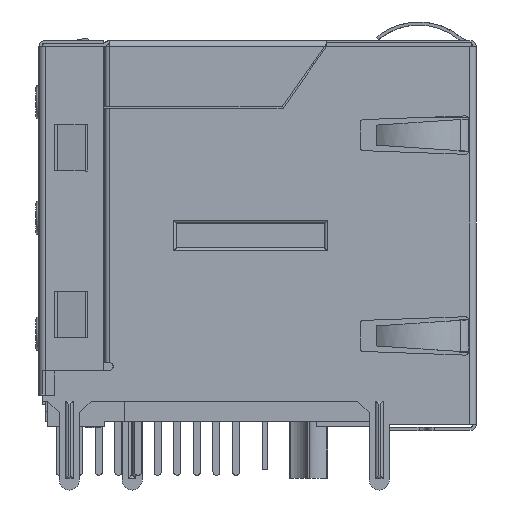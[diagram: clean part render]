
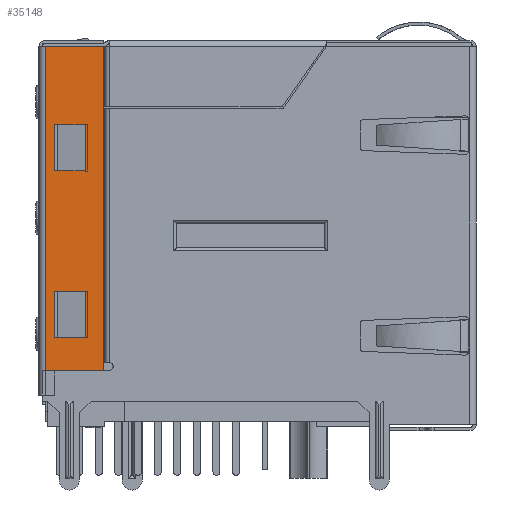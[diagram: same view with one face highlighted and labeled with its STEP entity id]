
A CAD part, left-side view. The second image highlights one B-rep face of the part: STEP entity #35148.
In plain terms, the highlighted face is planar.
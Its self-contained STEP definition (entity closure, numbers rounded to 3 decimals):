
#1742=PLANE('',#44021);
#3799=LINE('',#59259,#8051);
#3803=LINE('',#59267,#8055);
#3806=LINE('',#59273,#8058);
#3808=LINE('',#59276,#8060);
#3839=LINE('',#59349,#8091);
#3842=LINE('',#59355,#8094);
#3845=LINE('',#59361,#8097);
#3848=LINE('',#59366,#8100);
#3851=LINE('',#59373,#8103);
#3858=LINE('',#59388,#8110);
#3873=LINE('',#59429,#8125);
#3876=LINE('',#59442,#8128);
#3877=LINE('',#59444,#8129);
#3878=LINE('',#59445,#8130);
#8051=VECTOR('',#48633,1000.);
#8055=VECTOR('',#48639,1000.);
#8058=VECTOR('',#48644,1000.);
#8060=VECTOR('',#48648,1000.);
#8091=VECTOR('',#48709,1000.);
#8094=VECTOR('',#48714,1000.);
#8097=VECTOR('',#48719,1000.);
#8100=VECTOR('',#48724,1000.);
#8103=VECTOR('',#48729,1000.);
#8110=VECTOR('',#48740,1000.);
#8125=VECTOR('',#48775,1000.);
#8128=VECTOR('',#48788,1000.);
#8129=VECTOR('',#48789,1000.);
#8130=VECTOR('',#48790,1000.);
#14330=ORIENTED_EDGE('',*,*,#23216,.F.);
#14331=ORIENTED_EDGE('',*,*,#23218,.F.);
#14332=ORIENTED_EDGE('',*,*,#23209,.F.);
#14333=ORIENTED_EDGE('',*,*,#23213,.F.);
#14334=ORIENTED_EDGE('',*,*,#23256,.F.);
#14335=ORIENTED_EDGE('',*,*,#23253,.F.);
#14336=ORIENTED_EDGE('',*,*,#23262,.F.);
#14337=ORIENTED_EDGE('',*,*,#23259,.F.);
#14338=ORIENTED_EDGE('',*,*,#23272,.F.);
#14339=ORIENTED_EDGE('',*,*,#23265,.F.);
#14340=ORIENTED_EDGE('',*,*,#23298,.T.);
#14341=ORIENTED_EDGE('',*,*,#23299,.T.);
#14342=ORIENTED_EDGE('',*,*,#23292,.T.);
#14343=ORIENTED_EDGE('',*,*,#23300,.T.);
#23209=EDGE_CURVE('',#27888,#27889,#3799,.T.);
#23213=EDGE_CURVE('',#27891,#27888,#3803,.T.);
#23216=EDGE_CURVE('',#27893,#27891,#3806,.T.);
#23218=EDGE_CURVE('',#27889,#27893,#3808,.T.);
#23253=EDGE_CURVE('',#27920,#27921,#3839,.T.);
#23256=EDGE_CURVE('',#27921,#27923,#3842,.T.);
#23259=EDGE_CURVE('',#27923,#27925,#3845,.T.);
#23262=EDGE_CURVE('',#27925,#27920,#3848,.T.);
#23265=EDGE_CURVE('',#27928,#27929,#3851,.T.);
#23272=EDGE_CURVE('',#27929,#27935,#3858,.T.);
#23292=EDGE_CURVE('',#27951,#27950,#3873,.T.);
#23298=EDGE_CURVE('',#27928,#27956,#3876,.T.);
#23299=EDGE_CURVE('',#27956,#27951,#3877,.T.);
#23300=EDGE_CURVE('',#27950,#27935,#3878,.T.);
#27888=VERTEX_POINT('',#59258);
#27889=VERTEX_POINT('',#59260);
#27891=VERTEX_POINT('',#59266);
#27893=VERTEX_POINT('',#59272);
#27920=VERTEX_POINT('',#59348);
#27921=VERTEX_POINT('',#59350);
#27923=VERTEX_POINT('',#59356);
#27925=VERTEX_POINT('',#59362);
#27928=VERTEX_POINT('',#59372);
#27929=VERTEX_POINT('',#59374);
#27935=VERTEX_POINT('',#59389);
#27950=VERTEX_POINT('',#59428);
#27951=VERTEX_POINT('',#59430);
#27956=VERTEX_POINT('',#59443);
#31128=EDGE_LOOP('',(#14330,#14331,#14332,#14333));
#31129=EDGE_LOOP('',(#14334,#14335,#14336,#14337));
#31130=EDGE_LOOP('',(#14338,#14339,#14340,#14341,#14342,#14343));
#33156=FACE_BOUND('',#31128,.T.);
#33157=FACE_BOUND('',#31129,.T.);
#33158=FACE_BOUND('',#31130,.T.);
#35148=ADVANCED_FACE('',(#33156,#33157,#33158),#1742,.T.);
#44021=AXIS2_PLACEMENT_3D('',#59441,#48786,#48787);
#48633=DIRECTION('',(0.,0.,1.));
#48639=DIRECTION('',(-1.,0.,0.));
#48644=DIRECTION('',(0.,0.,-1.));
#48648=DIRECTION('',(1.,0.,0.));
#48709=DIRECTION('',(1.,0.,0.));
#48714=DIRECTION('',(0.,0.,-1.));
#48719=DIRECTION('',(-1.,0.,0.));
#48724=DIRECTION('',(0.,0.,1.));
#48729=DIRECTION('',(-1.,0.,0.));
#48740=DIRECTION('',(0.,0.,1.));
#48775=DIRECTION('',(0.,0.,1.));
#48786=DIRECTION('',(0.,1.,0.));
#48787=DIRECTION('',(1.,0.,0.));
#48788=DIRECTION('',(0.,0.,-1.));
#48789=DIRECTION('',(-1.,0.,0.));
#48790=DIRECTION('',(1.,0.,0.));
#59258=CARTESIAN_POINT('',(-6.931,3.24,-6.86));
#59259=CARTESIAN_POINT('',(-6.931,3.24,-6.86));
#59260=CARTESIAN_POINT('',(-6.931,3.24,-3.86));
#59266=CARTESIAN_POINT('',(-4.931,3.24,-6.86));
#59267=CARTESIAN_POINT('',(-4.931,3.24,-6.86));
#59272=CARTESIAN_POINT('',(-4.931,3.24,-3.86));
#59273=CARTESIAN_POINT('',(-4.931,3.24,-3.86));
#59276=CARTESIAN_POINT('',(-6.931,3.24,-3.86));
#59348=CARTESIAN_POINT('',(-6.931,3.24,6.94));
#59349=CARTESIAN_POINT('',(-6.931,3.24,6.94));
#59350=CARTESIAN_POINT('',(-4.931,3.24,6.94));
#59355=CARTESIAN_POINT('',(-4.931,3.24,6.94));
#59356=CARTESIAN_POINT('',(-4.931,3.24,3.94));
#59361=CARTESIAN_POINT('',(-4.931,3.24,3.94));
#59362=CARTESIAN_POINT('',(-6.931,3.24,3.94));
#59366=CARTESIAN_POINT('',(-6.931,3.24,3.94));
#59372=CARTESIAN_POINT('',(-3.731,3.24,9.09));
#59373=CARTESIAN_POINT('',(-3.731,3.24,9.09));
#59374=CARTESIAN_POINT('',(-6.931,3.24,9.09));
#59388=CARTESIAN_POINT('',(-6.931,3.24,9.09));
#59389=CARTESIAN_POINT('',(-6.931,3.24,10.69));
#59428=CARTESIAN_POINT('',(-7.531,3.24,10.69));
#59429=CARTESIAN_POINT('',(-7.531,3.24,-11.91));
#59430=CARTESIAN_POINT('',(-7.531,3.24,-11.91));
#59441=CARTESIAN_POINT('',(-7.931,3.24,-0.81));
#59442=CARTESIAN_POINT('',(-3.731,3.24,10.69));
#59443=CARTESIAN_POINT('',(-3.731,3.24,-11.91));
#59444=CARTESIAN_POINT('',(-7.74,3.24,-11.91));
#59445=CARTESIAN_POINT('',(-7.74,3.24,10.69));
